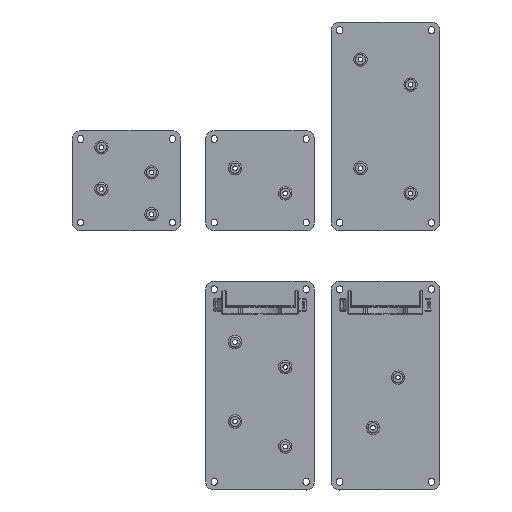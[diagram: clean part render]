
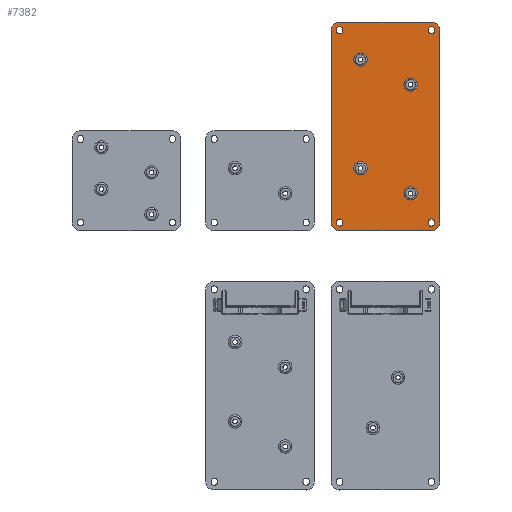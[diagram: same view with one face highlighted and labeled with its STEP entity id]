
A CAD part, top view. The second image highlights one B-rep face of the part: STEP entity #7382.
In plain terms, the highlighted planar face has unit normal (0, 0, 1).
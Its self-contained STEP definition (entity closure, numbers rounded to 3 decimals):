
#295=FACE_BOUND('',#2519,.T.);
#296=FACE_BOUND('',#2520,.T.);
#297=FACE_BOUND('',#2521,.T.);
#298=FACE_BOUND('',#2522,.T.);
#299=FACE_BOUND('',#2523,.T.);
#300=FACE_BOUND('',#2524,.T.);
#301=FACE_BOUND('',#2525,.T.);
#302=FACE_BOUND('',#2526,.T.);
#451=LINE('',#11061,#1151);
#452=LINE('',#11065,#1152);
#453=LINE('',#11069,#1153);
#454=LINE('',#11072,#1154);
#455=LINE('',#11081,#1155);
#456=LINE('',#11084,#1156);
#457=LINE('',#11089,#1157);
#458=LINE('',#11092,#1158);
#459=LINE('',#11097,#1159);
#460=LINE('',#11100,#1160);
#461=LINE('',#11105,#1161);
#462=LINE('',#11108,#1162);
#1151=VECTOR('',#8831,10.);
#1152=VECTOR('',#8834,10.);
#1153=VECTOR('',#8837,10.);
#1154=VECTOR('',#8840,10.);
#1155=VECTOR('',#8847,10.);
#1156=VECTOR('',#8850,10.);
#1157=VECTOR('',#8853,10.);
#1158=VECTOR('',#8856,10.);
#1159=VECTOR('',#8859,10.);
#1160=VECTOR('',#8862,10.);
#1161=VECTOR('',#8865,10.);
#1162=VECTOR('',#8868,10.);
#1815=PLANE('',#7922);
#2070=FACE_OUTER_BOUND('',#2518,.T.);
#2518=EDGE_LOOP('',(#5332,#5333,#5334,#5335,#5336,#5337,#5338,#5339));
#2519=EDGE_LOOP('',(#5340));
#2520=EDGE_LOOP('',(#5341));
#2521=EDGE_LOOP('',(#5342,#5343,#5344,#5345));
#2522=EDGE_LOOP('',(#5346,#5347,#5348,#5349));
#2523=EDGE_LOOP('',(#5350,#5351,#5352,#5353));
#2524=EDGE_LOOP('',(#5354,#5355,#5356,#5357));
#2525=EDGE_LOOP('',(#5358));
#2526=EDGE_LOOP('',(#5359));
#3061=CIRCLE('',#7920,4.);
#3063=CIRCLE('',#7923,5.);
#3064=CIRCLE('',#7924,5.);
#3065=CIRCLE('',#7925,5.);
#3066=CIRCLE('',#7926,5.);
#3067=CIRCLE('',#7927,4.);
#3068=CIRCLE('',#7928,4.);
#3069=CIRCLE('',#7929,1.9);
#3070=CIRCLE('',#7930,1.9);
#3071=CIRCLE('',#7931,1.9);
#3072=CIRCLE('',#7932,1.9);
#3073=CIRCLE('',#7933,1.9);
#3074=CIRCLE('',#7934,1.9);
#3075=CIRCLE('',#7935,1.9);
#3076=CIRCLE('',#7936,1.9);
#3077=CIRCLE('',#7937,4.);
#3427=VERTEX_POINT('',#11052);
#3428=VERTEX_POINT('',#11057);
#3429=VERTEX_POINT('',#11058);
#3430=VERTEX_POINT('',#11060);
#3431=VERTEX_POINT('',#11062);
#3432=VERTEX_POINT('',#11064);
#3433=VERTEX_POINT('',#11066);
#3434=VERTEX_POINT('',#11068);
#3435=VERTEX_POINT('',#11070);
#3436=VERTEX_POINT('',#11073);
#3437=VERTEX_POINT('',#11075);
#3438=VERTEX_POINT('',#11077);
#3439=VERTEX_POINT('',#11078);
#3440=VERTEX_POINT('',#11080);
#3441=VERTEX_POINT('',#11082);
#3442=VERTEX_POINT('',#11085);
#3443=VERTEX_POINT('',#11086);
#3444=VERTEX_POINT('',#11088);
#3445=VERTEX_POINT('',#11090);
#3446=VERTEX_POINT('',#11093);
#3447=VERTEX_POINT('',#11094);
#3448=VERTEX_POINT('',#11096);
#3449=VERTEX_POINT('',#11098);
#3450=VERTEX_POINT('',#11101);
#3451=VERTEX_POINT('',#11102);
#3452=VERTEX_POINT('',#11104);
#3453=VERTEX_POINT('',#11106);
#3454=VERTEX_POINT('',#11109);
#4147=EDGE_CURVE('',#3427,#3427,#3061,.T.);
#4149=EDGE_CURVE('',#3428,#3429,#3063,.T.);
#4150=EDGE_CURVE('',#3429,#3430,#451,.T.);
#4151=EDGE_CURVE('',#3430,#3431,#3064,.T.);
#4152=EDGE_CURVE('',#3431,#3432,#452,.T.);
#4153=EDGE_CURVE('',#3432,#3433,#3065,.T.);
#4154=EDGE_CURVE('',#3433,#3434,#453,.T.);
#4155=EDGE_CURVE('',#3434,#3435,#3066,.T.);
#4156=EDGE_CURVE('',#3435,#3428,#454,.T.);
#4157=EDGE_CURVE('',#3436,#3436,#3067,.T.);
#4158=EDGE_CURVE('',#3437,#3437,#3068,.T.);
#4159=EDGE_CURVE('',#3438,#3439,#3069,.T.);
#4160=EDGE_CURVE('',#3439,#3440,#455,.T.);
#4161=EDGE_CURVE('',#3440,#3441,#3070,.T.);
#4162=EDGE_CURVE('',#3441,#3438,#456,.T.);
#4163=EDGE_CURVE('',#3442,#3443,#3071,.T.);
#4164=EDGE_CURVE('',#3443,#3444,#457,.T.);
#4165=EDGE_CURVE('',#3444,#3445,#3072,.T.);
#4166=EDGE_CURVE('',#3445,#3442,#458,.T.);
#4167=EDGE_CURVE('',#3446,#3447,#3073,.T.);
#4168=EDGE_CURVE('',#3447,#3448,#459,.T.);
#4169=EDGE_CURVE('',#3448,#3449,#3074,.T.);
#4170=EDGE_CURVE('',#3449,#3446,#460,.T.);
#4171=EDGE_CURVE('',#3450,#3451,#3075,.T.);
#4172=EDGE_CURVE('',#3451,#3452,#461,.T.);
#4173=EDGE_CURVE('',#3452,#3453,#3076,.T.);
#4174=EDGE_CURVE('',#3453,#3450,#462,.T.);
#4175=EDGE_CURVE('',#3454,#3454,#3077,.T.);
#5332=ORIENTED_EDGE('',*,*,#4149,.T.);
#5333=ORIENTED_EDGE('',*,*,#4150,.T.);
#5334=ORIENTED_EDGE('',*,*,#4151,.T.);
#5335=ORIENTED_EDGE('',*,*,#4152,.T.);
#5336=ORIENTED_EDGE('',*,*,#4153,.T.);
#5337=ORIENTED_EDGE('',*,*,#4154,.T.);
#5338=ORIENTED_EDGE('',*,*,#4155,.T.);
#5339=ORIENTED_EDGE('',*,*,#4156,.T.);
#5340=ORIENTED_EDGE('',*,*,#4157,.F.);
#5341=ORIENTED_EDGE('',*,*,#4158,.F.);
#5342=ORIENTED_EDGE('',*,*,#4159,.T.);
#5343=ORIENTED_EDGE('',*,*,#4160,.T.);
#5344=ORIENTED_EDGE('',*,*,#4161,.T.);
#5345=ORIENTED_EDGE('',*,*,#4162,.T.);
#5346=ORIENTED_EDGE('',*,*,#4163,.T.);
#5347=ORIENTED_EDGE('',*,*,#4164,.T.);
#5348=ORIENTED_EDGE('',*,*,#4165,.T.);
#5349=ORIENTED_EDGE('',*,*,#4166,.T.);
#5350=ORIENTED_EDGE('',*,*,#4167,.T.);
#5351=ORIENTED_EDGE('',*,*,#4168,.T.);
#5352=ORIENTED_EDGE('',*,*,#4169,.T.);
#5353=ORIENTED_EDGE('',*,*,#4170,.T.);
#5354=ORIENTED_EDGE('',*,*,#4171,.T.);
#5355=ORIENTED_EDGE('',*,*,#4172,.T.);
#5356=ORIENTED_EDGE('',*,*,#4173,.T.);
#5357=ORIENTED_EDGE('',*,*,#4174,.T.);
#5358=ORIENTED_EDGE('',*,*,#4175,.F.);
#5359=ORIENTED_EDGE('',*,*,#4147,.F.);
#7382=ADVANCED_FACE('',(#2070,#295,#296,#297,#298,#299,#300,#301,#302),
#1815,.T.);
#7920=AXIS2_PLACEMENT_3D('',#11054,#8823,#8824);
#7922=AXIS2_PLACEMENT_3D('',#11056,#8827,#8828);
#7923=AXIS2_PLACEMENT_3D('',#11059,#8829,#8830);
#7924=AXIS2_PLACEMENT_3D('',#11063,#8832,#8833);
#7925=AXIS2_PLACEMENT_3D('',#11067,#8835,#8836);
#7926=AXIS2_PLACEMENT_3D('',#11071,#8838,#8839);
#7927=AXIS2_PLACEMENT_3D('',#11074,#8841,#8842);
#7928=AXIS2_PLACEMENT_3D('',#11076,#8843,#8844);
#7929=AXIS2_PLACEMENT_3D('',#11079,#8845,#8846);
#7930=AXIS2_PLACEMENT_3D('',#11083,#8848,#8849);
#7931=AXIS2_PLACEMENT_3D('',#11087,#8851,#8852);
#7932=AXIS2_PLACEMENT_3D('',#11091,#8854,#8855);
#7933=AXIS2_PLACEMENT_3D('',#11095,#8857,#8858);
#7934=AXIS2_PLACEMENT_3D('',#11099,#8860,#8861);
#7935=AXIS2_PLACEMENT_3D('',#11103,#8863,#8864);
#7936=AXIS2_PLACEMENT_3D('',#11107,#8866,#8867);
#7937=AXIS2_PLACEMENT_3D('',#11110,#8869,#8870);
#8823=DIRECTION('center_axis',(0.,0.,1.));
#8824=DIRECTION('ref_axis',(1.,0.,0.));
#8827=DIRECTION('center_axis',(0.,0.,1.));
#8828=DIRECTION('ref_axis',(1.,0.,0.));
#8829=DIRECTION('center_axis',(0.,0.,1.));
#8830=DIRECTION('ref_axis',(-1.,0.,0.));
#8831=DIRECTION('',(1.,0.,0.));
#8832=DIRECTION('center_axis',(0.,0.,1.));
#8833=DIRECTION('ref_axis',(0.,-1.,0.));
#8834=DIRECTION('',(0.,1.,0.));
#8835=DIRECTION('center_axis',(0.,0.,1.));
#8836=DIRECTION('ref_axis',(1.,0.,0.));
#8837=DIRECTION('',(-1.,0.,0.));
#8838=DIRECTION('center_axis',(0.,0.,1.));
#8839=DIRECTION('ref_axis',(0.,1.,0.));
#8840=DIRECTION('',(0.,-1.,0.));
#8841=DIRECTION('center_axis',(0.,0.,1.));
#8842=DIRECTION('ref_axis',(1.,0.,0.));
#8843=DIRECTION('center_axis',(0.,0.,1.));
#8844=DIRECTION('ref_axis',(1.,0.,0.));
#8845=DIRECTION('center_axis',(0.,0.,-1.));
#8846=DIRECTION('ref_axis',(1.,0.,0.));
#8847=DIRECTION('',(0.,-1.,0.));
#8848=DIRECTION('center_axis',(0.,0.,-1.));
#8849=DIRECTION('ref_axis',(-1.,0.,0.));
#8850=DIRECTION('',(0.,1.,0.));
#8851=DIRECTION('center_axis',(0.,0.,-1.));
#8852=DIRECTION('ref_axis',(-1.,0.,0.));
#8853=DIRECTION('',(0.,1.,0.));
#8854=DIRECTION('center_axis',(0.,0.,-1.));
#8855=DIRECTION('ref_axis',(1.,0.,0.));
#8856=DIRECTION('',(0.,-1.,0.));
#8857=DIRECTION('center_axis',(0.,0.,-1.));
#8858=DIRECTION('ref_axis',(1.,0.,0.));
#8859=DIRECTION('',(0.,-1.,0.));
#8860=DIRECTION('center_axis',(0.,0.,-1.));
#8861=DIRECTION('ref_axis',(-1.,0.,0.));
#8862=DIRECTION('',(0.,1.,0.));
#8863=DIRECTION('center_axis',(0.,0.,-1.));
#8864=DIRECTION('ref_axis',(-1.,0.,0.));
#8865=DIRECTION('',(0.,1.,0.));
#8866=DIRECTION('center_axis',(0.,0.,-1.));
#8867=DIRECTION('ref_axis',(1.,0.,0.));
#8868=DIRECTION('',(0.,-1.,0.));
#8869=DIRECTION('center_axis',(0.,0.,1.));
#8870=DIRECTION('ref_axis',(1.,0.,0.));
#11052=CARTESIAN_POINT('',(26.5,117.5,3.));
#11054=CARTESIAN_POINT('Origin',(22.5,117.5,3.));
#11056=CARTESIAN_POINT('Origin',(37.5,77.5,3.));
#11057=CARTESIAN_POINT('',(5.,20.,3.));
#11058=CARTESIAN_POINT('',(10.,15.,3.));
#11059=CARTESIAN_POINT('Origin',(10.,20.,3.));
#11060=CARTESIAN_POINT('',(65.,15.,3.));
#11061=CARTESIAN_POINT('',(65.,15.,3.));
#11062=CARTESIAN_POINT('',(70.,20.,3.));
#11063=CARTESIAN_POINT('Origin',(65.,20.,3.));
#11064=CARTESIAN_POINT('',(70.,135.,3.));
#11065=CARTESIAN_POINT('',(70.,135.,3.));
#11066=CARTESIAN_POINT('',(65.,140.,3.));
#11067=CARTESIAN_POINT('Origin',(65.,135.,3.));
#11068=CARTESIAN_POINT('',(10.,140.,3.));
#11069=CARTESIAN_POINT('',(10.,140.,3.));
#11070=CARTESIAN_POINT('',(5.,135.,3.));
#11071=CARTESIAN_POINT('Origin',(10.,135.,3.));
#11072=CARTESIAN_POINT('',(5.,20.,3.));
#11073=CARTESIAN_POINT('',(56.5,102.5,3.));
#11074=CARTESIAN_POINT('Origin',(52.5,102.5,3.));
#11075=CARTESIAN_POINT('',(56.5,37.5,3.));
#11076=CARTESIAN_POINT('Origin',(52.5,37.5,3.));
#11077=CARTESIAN_POINT('',(8.1,135.25,3.));
#11078=CARTESIAN_POINT('',(11.9,135.25,3.));
#11079=CARTESIAN_POINT('Origin',(10.,135.25,3.));
#11080=CARTESIAN_POINT('',(11.9,134.75,3.));
#11081=CARTESIAN_POINT('',(11.9,134.75,3.));
#11082=CARTESIAN_POINT('',(8.1,134.75,3.));
#11083=CARTESIAN_POINT('Origin',(10.,134.75,3.));
#11084=CARTESIAN_POINT('',(8.1,135.25,3.));
#11085=CARTESIAN_POINT('',(66.9,134.75,3.));
#11086=CARTESIAN_POINT('',(63.1,134.75,3.));
#11087=CARTESIAN_POINT('Origin',(65.,134.75,3.));
#11088=CARTESIAN_POINT('',(63.1,135.25,3.));
#11089=CARTESIAN_POINT('',(63.1,134.75,3.));
#11090=CARTESIAN_POINT('',(66.9,135.25,3.));
#11091=CARTESIAN_POINT('Origin',(65.,135.25,3.));
#11092=CARTESIAN_POINT('',(66.9,135.25,3.));
#11093=CARTESIAN_POINT('',(63.1,20.25,3.));
#11094=CARTESIAN_POINT('',(66.9,20.25,3.));
#11095=CARTESIAN_POINT('Origin',(65.,20.25,3.));
#11096=CARTESIAN_POINT('',(66.9,19.75,3.));
#11097=CARTESIAN_POINT('',(66.9,19.75,3.));
#11098=CARTESIAN_POINT('',(63.1,19.75,3.));
#11099=CARTESIAN_POINT('Origin',(65.,19.75,3.));
#11100=CARTESIAN_POINT('',(63.1,20.25,3.));
#11101=CARTESIAN_POINT('',(11.9,19.75,3.));
#11102=CARTESIAN_POINT('',(8.1,19.75,3.));
#11103=CARTESIAN_POINT('Origin',(10.,19.75,3.));
#11104=CARTESIAN_POINT('',(8.1,20.25,3.));
#11105=CARTESIAN_POINT('',(8.1,19.75,3.));
#11106=CARTESIAN_POINT('',(11.9,20.25,3.));
#11107=CARTESIAN_POINT('Origin',(10.,20.25,3.));
#11108=CARTESIAN_POINT('',(11.9,20.25,3.));
#11109=CARTESIAN_POINT('',(26.5,52.5,3.));
#11110=CARTESIAN_POINT('Origin',(22.5,52.5,3.));
